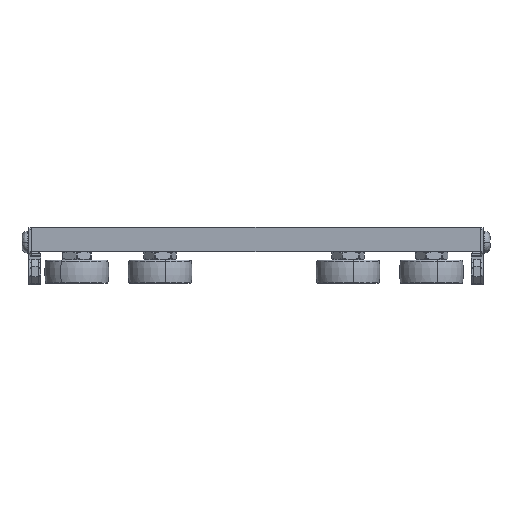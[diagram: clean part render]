
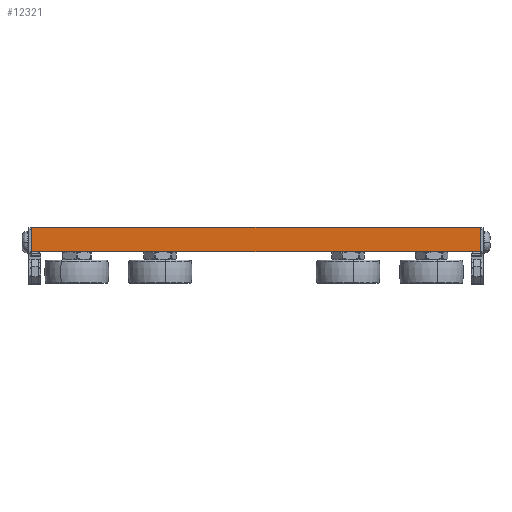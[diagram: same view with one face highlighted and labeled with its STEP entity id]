
A CAD part, top view. The second image highlights one B-rep face of the part: STEP entity #12321.
In plain terms, the highlighted planar face has unit normal (0, 0, 1).
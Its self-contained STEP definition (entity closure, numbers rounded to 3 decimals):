
#104 = VECTOR ( 'NONE', #11389, 1000. ) ;
#146 = ORIENTED_EDGE ( 'NONE', *, *, #3988, .T. ) ;
#1099 = EDGE_CURVE ( 'NONE', #10086, #13910, #7621, .T. ) ;
#2011 = EDGE_CURVE ( 'NONE', #13910, #4466, #15016, .T. ) ;
#2805 = CARTESIAN_POINT ( 'NONE',  ( -106.553, 0., 18.999 ) ) ;
#2906 = CARTESIAN_POINT ( 'NONE',  ( 106.553, 0., 18.999 ) ) ;
#3387 = EDGE_CURVE ( 'NONE', #11336, #8585, #9020, .T. ) ;
#3988 = EDGE_CURVE ( 'NONE', #4466, #11336, #18613, .T. ) ;
#4042 = CARTESIAN_POINT ( 'NONE',  ( 0., 11.786, 18.999 ) ) ;
#4095 = ORIENTED_EDGE ( 'NONE', *, *, #3387, .T. ) ;
#4102 = CARTESIAN_POINT ( 'NONE',  ( -107.505, 0.952, 18.999 ) ) ;
#4466 = VERTEX_POINT ( 'NONE', #5780 ) ;
#5749 = CARTESIAN_POINT ( 'NONE',  ( -107.505, 11.786, 18.999 ) ) ;
#5780 = CARTESIAN_POINT ( 'NONE',  ( 107.505, 0.952, 18.999 ) ) ;
#5818 = DIRECTION ( 'NONE',  ( -1., 0., 0. ) ) ;
#6808 = EDGE_CURVE ( 'NONE', #8585, #10949, #16106, .T. ) ;
#6912 = PLANE ( 'NONE',  #10552 ) ;
#7175 = VECTOR ( 'NONE', #13908, 1000. ) ;
#7364 = EDGE_LOOP ( 'NONE', ( #146, #4095, #17974, #16003, #9565, #14849 ) ) ;
#7555 = CARTESIAN_POINT ( 'NONE',  ( 107.505, 0., 18.999 ) ) ;
#7621 = LINE ( 'NONE', #7821, #10845 ) ;
#7821 = CARTESIAN_POINT ( 'NONE',  ( -106.553, 0., 18.999 ) ) ;
#8574 = DIRECTION ( 'NONE',  ( 1., 0., 0. ) ) ;
#8585 = VERTEX_POINT ( 'NONE', #5749 ) ;
#9020 = LINE ( 'NONE', #4042, #16811 ) ;
#9068 = VECTOR ( 'NONE', #16735, 1000. ) ;
#9565 = ORIENTED_EDGE ( 'NONE', *, *, #1099, .T. ) ;
#10086 = VERTEX_POINT ( 'NONE', #2805 ) ;
#10552 = AXIS2_PLACEMENT_3D ( 'NONE', #13267, #19411, #8574 ) ;
#10845 = VECTOR ( 'NONE', #15651, 1000. ) ;
#10949 = VERTEX_POINT ( 'NONE', #15184 ) ;
#11336 = VERTEX_POINT ( 'NONE', #15240 ) ;
#11389 = DIRECTION ( 'NONE',  ( 0., -1., 0. ) ) ;
#11448 = CARTESIAN_POINT ( 'NONE',  ( 106.553, 0., 18.999 ) ) ;
#11563 = DIRECTION ( 'NONE',  ( 0.707, 0.707, 0. ) ) ;
#12122 = LINE ( 'NONE', #4102, #9068 ) ;
#12321 = ADVANCED_FACE ( 'NONE', ( #14836 ), #6912, .T. ) ;
#13066 = CARTESIAN_POINT ( 'NONE',  ( -107.505, 0., 18.999 ) ) ;
#13267 = CARTESIAN_POINT ( 'NONE',  ( 0., 0., 18.999 ) ) ;
#13891 = VECTOR ( 'NONE', #11563, 1000. ) ;
#13908 = DIRECTION ( 'NONE',  ( 0., 1., 0. ) ) ;
#13910 = VERTEX_POINT ( 'NONE', #2906 ) ;
#14684 = EDGE_CURVE ( 'NONE', #10949, #10086, #12122, .T. ) ;
#14836 = FACE_OUTER_BOUND ( 'NONE', #7364, .T. ) ;
#14849 = ORIENTED_EDGE ( 'NONE', *, *, #2011, .T. ) ;
#15016 = LINE ( 'NONE', #11448, #13891 ) ;
#15184 = CARTESIAN_POINT ( 'NONE',  ( -107.505, 0.953, 18.999 ) ) ;
#15240 = CARTESIAN_POINT ( 'NONE',  ( 107.505, 11.786, 18.999 ) ) ;
#15651 = DIRECTION ( 'NONE',  ( 1., 0., 0. ) ) ;
#16003 = ORIENTED_EDGE ( 'NONE', *, *, #14684, .T. ) ;
#16106 = LINE ( 'NONE', #13066, #104 ) ;
#16735 = DIRECTION ( 'NONE',  ( 0.707, -0.707, 0. ) ) ;
#16811 = VECTOR ( 'NONE', #5818, 1000. ) ;
#17974 = ORIENTED_EDGE ( 'NONE', *, *, #6808, .T. ) ;
#18613 = LINE ( 'NONE', #7555, #7175 ) ;
#19411 = DIRECTION ( 'NONE',  ( 0., 0., 1. ) ) ;
